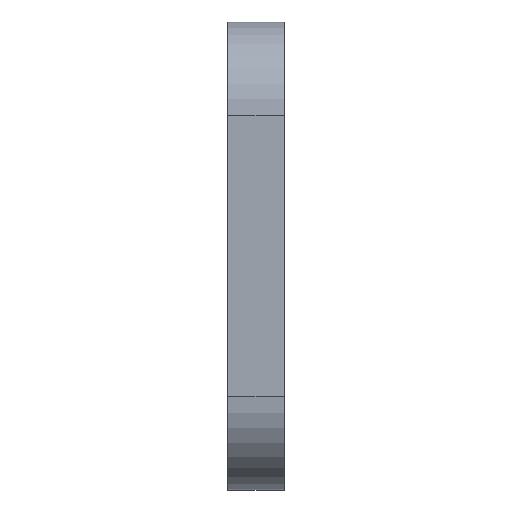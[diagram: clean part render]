
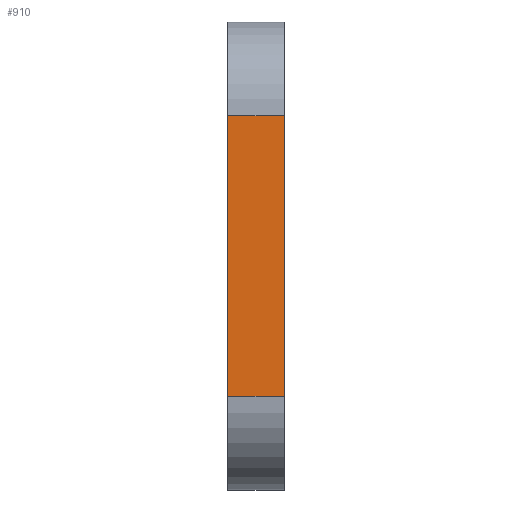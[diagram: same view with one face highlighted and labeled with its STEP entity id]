
A CAD part, left-side view. The second image highlights one B-rep face of the part: STEP entity #910.
In plain terms, the highlighted planar face has unit normal (-1, 0, 0).
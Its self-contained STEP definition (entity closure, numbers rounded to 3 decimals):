
#41=PLANE('',#1000);
#84=FACE_OUTER_BOUND('',#130,.T.);
#130=EDGE_LOOP('',(#733,#734,#735,#736));
#218=LINE('',#1514,#302);
#219=LINE('',#1517,#303);
#220=LINE('',#1519,#304);
#221=LINE('',#1520,#305);
#302=VECTOR('',#1244,3.);
#303=VECTOR('',#1247,15.);
#304=VECTOR('',#1248,15.);
#305=VECTOR('',#1249,3.);
#438=VERTEX_POINT('',#1508);
#440=VERTEX_POINT('',#1512);
#441=VERTEX_POINT('',#1516);
#442=VERTEX_POINT('',#1518);
#564=EDGE_CURVE('',#438,#440,#218,.T.);
#565=EDGE_CURVE('',#438,#441,#219,.T.);
#566=EDGE_CURVE('',#442,#440,#220,.T.);
#567=EDGE_CURVE('',#441,#442,#221,.T.);
#733=ORIENTED_EDGE('',*,*,#565,.F.);
#734=ORIENTED_EDGE('',*,*,#564,.T.);
#735=ORIENTED_EDGE('',*,*,#566,.F.);
#736=ORIENTED_EDGE('',*,*,#567,.F.);
#910=ADVANCED_FACE('',(#84),#41,.T.);
#1000=AXIS2_PLACEMENT_3D('',#1515,#1245,#1246);
#1244=DIRECTION('',(0.,1.,0.));
#1245=DIRECTION('center_axis',(-1.,0.,0.));
#1246=DIRECTION('ref_axis',(0.,0.,1.));
#1247=DIRECTION('',(0.,0.,-1.));
#1248=DIRECTION('',(0.,0.,1.));
#1249=DIRECTION('',(0.,1.,0.));
#1508=CARTESIAN_POINT('',(-37.,0.,15.));
#1512=CARTESIAN_POINT('',(-37.,3.,15.));
#1514=CARTESIAN_POINT('',(-37.,0.,15.));
#1515=CARTESIAN_POINT('Origin',(-37.,0.,0.));
#1516=CARTESIAN_POINT('',(-37.,0.,0.));
#1517=CARTESIAN_POINT('',(-37.,0.,15.));
#1518=CARTESIAN_POINT('',(-37.,3.,0.));
#1519=CARTESIAN_POINT('',(-37.,3.,15.));
#1520=CARTESIAN_POINT('',(-37.,0.,0.));
